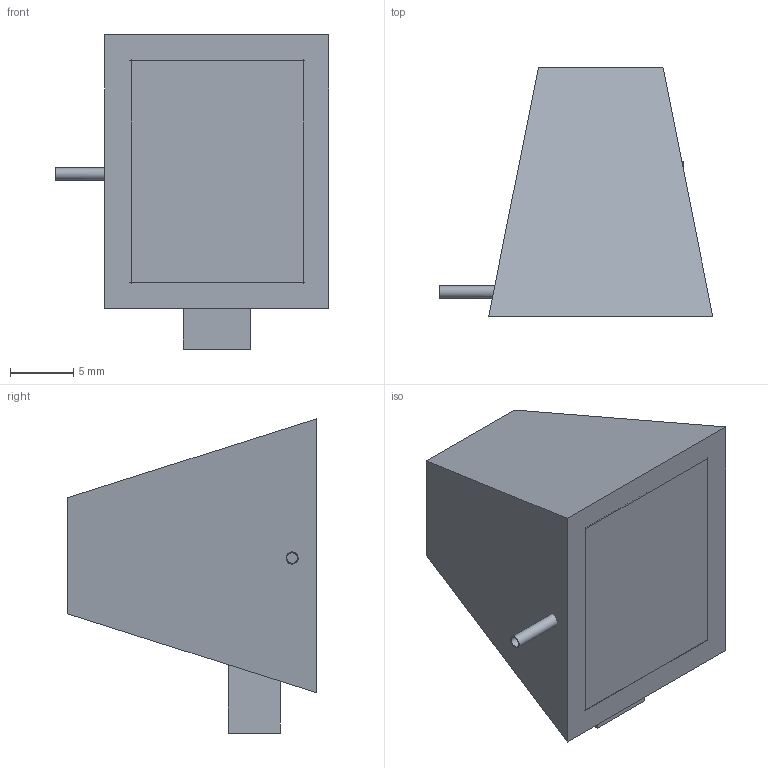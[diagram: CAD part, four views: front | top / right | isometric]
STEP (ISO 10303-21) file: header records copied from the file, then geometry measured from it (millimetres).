
FILE_DESCRIPTION(('FreeCAD Model'),'2;1');
FILE_NAME('Open CASCADE Shape Model','2025-05-01T00:41:14',('FreeCAD'),( 'FreeCAD'),'Open CASCADE STEP processor 7.6','FreeCAD','Unknown');
FILE_SCHEMA(('AUTOMOTIVE_DESIGN { 1 0 10303 214 1 1 1 1 }'));
Length unit declared in the file: millimetre
Products named in the file (1): Open CASCADE STEP translator 7.6 1
Bounding box: 21.56 x 19.62 x 24.77 mm (x, y, z)
Volume: 722.2 mm3; surface area: 5408.2 mm2
Topology: 38 solids, 38 shells, 316 faces, 632 edges, 400 vertices
Faces by surface type: bspline 316
Entity records: 10792 total; most frequent: CARTESIAN_POINT 6625, ORIENTED_EDGE 1264, EDGE_CURVE 632, FACE_BOUND 536, EDGE_LOOP 536, VERTEX_POINT 400, ADVANCED_FACE 316, B_SPLINE_CURVE_WITH_KNOTS 276
